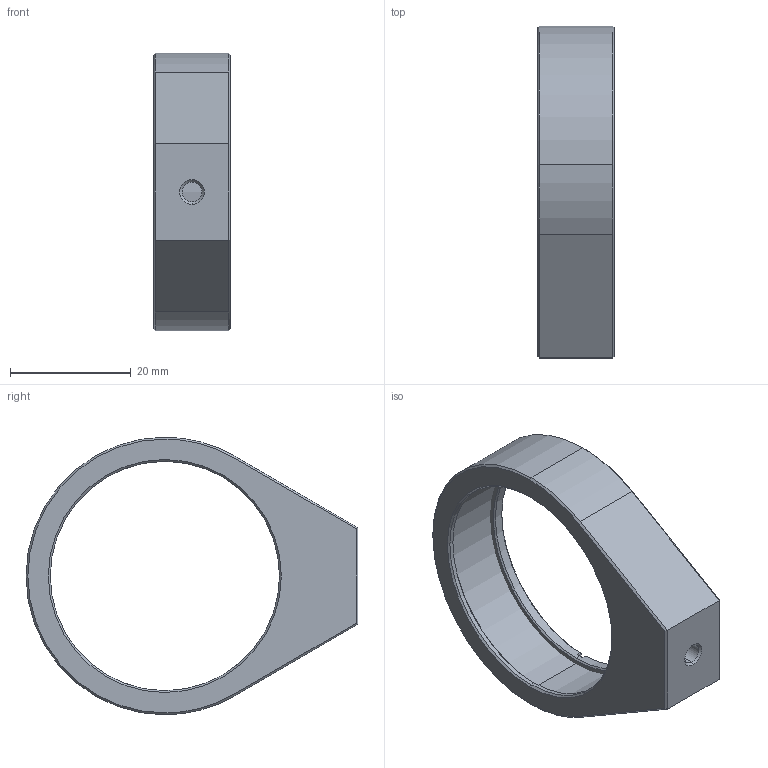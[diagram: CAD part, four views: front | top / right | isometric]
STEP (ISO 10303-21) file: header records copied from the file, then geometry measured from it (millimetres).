
FILE_DESCRIPTION (( 'STEP AP203' ), '1' );
FILE_NAME ('1.3.1.36_ZZT-M40.STEP', '2022-10-10T08:06:56', ( '' ), ( '' ), 'SwSTEP 2.0', 'SolidWorks 2021', '' );
FILE_SCHEMA (( 'CONFIG_CONTROL_DESIGN' ));
Length unit declared in the file: millimetre
Products named in the file (1): 1.3.1.36_ZZT-M40
Bounding box: 12.7 x 55 x 46 mm (x, y, z)
Surface area: 5838.1 mm2 (no closed solid volume)
Topology: 0 solids, 2 shells, 53 faces, 126 edges, 78 vertices
Faces by surface type: plane 22, cone 18, cylinder 13
Entity records: 1610 total; most frequent: CARTESIAN_POINT 282, DIRECTION 280, ORIENTED_EDGE 240, EDGE_CURVE 126, AXIS2_PLACEMENT_3D 108, VERTEX_POINT 78, VECTOR 64, LINE 64
